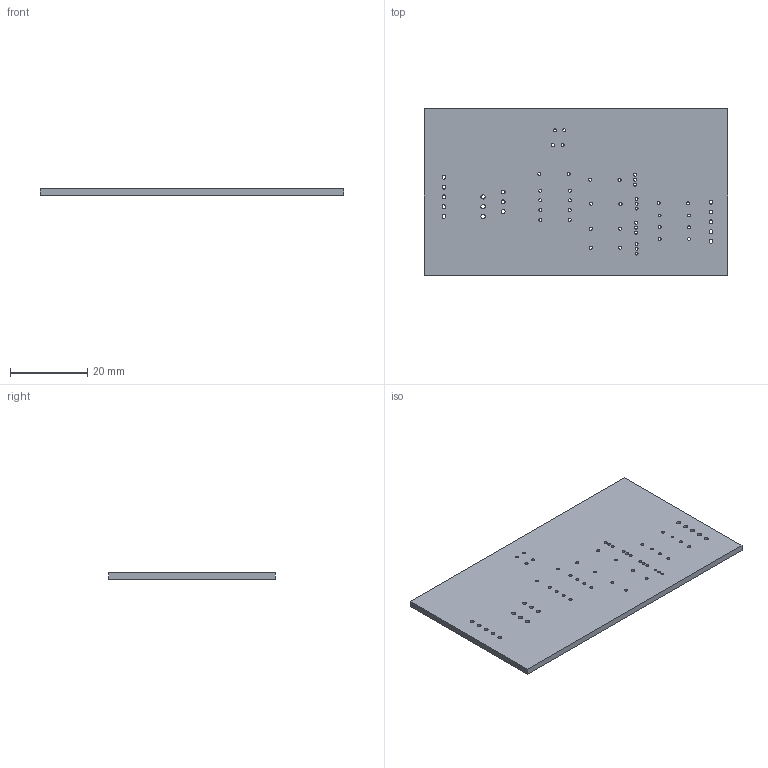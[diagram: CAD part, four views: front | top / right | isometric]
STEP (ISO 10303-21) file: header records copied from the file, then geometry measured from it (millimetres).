
FILE_DESCRIPTION(('KiCad electronic assembly'),'2;1');
FILE_NAME('unipolar stepper driver.step','2022-12-18T22:49:24',('Pcbnew' ),('Kicad'),'Open CASCADE STEP processor 7.5', 'KiCad to STEP converter','Unknown');
FILE_SCHEMA(('AUTOMOTIVE_DESIGN { 1 0 10303 214 1 1 1 1 }'));
Length unit declared in the file: millimetre
Products named in the file (2): unipolar stepper driver 1; _autosave-unipolar stepper driver PCB
Assembly tree (1 placements, depth 2):
  unipolar stepper driver 1
    _autosave-unipolar stepper driver PCB
Bounding box: 78.74 x 43.18 x 1.6 mm (x, y, z)
Volume: 5387.3 mm3; surface area: 7370 mm2
Topology: 1 solids, 1 shells, 64 faces, 186 edges, 124 vertices
Faces by surface type: cylinder 58, plane 6
Full cylindrical faces by diameter (mm): 0.75 x20, 0.8 x22, 1 x13, 1.1 x3
Entity records: 4883 total; most frequent: DIRECTION 806, CARTESIAN_POINT 748, ORIENTED_EDGE 372, PCURVE 372, DEFINITIONAL_REPRESENTATION 372, LINE 326, VECTOR 326, CIRCLE 232
